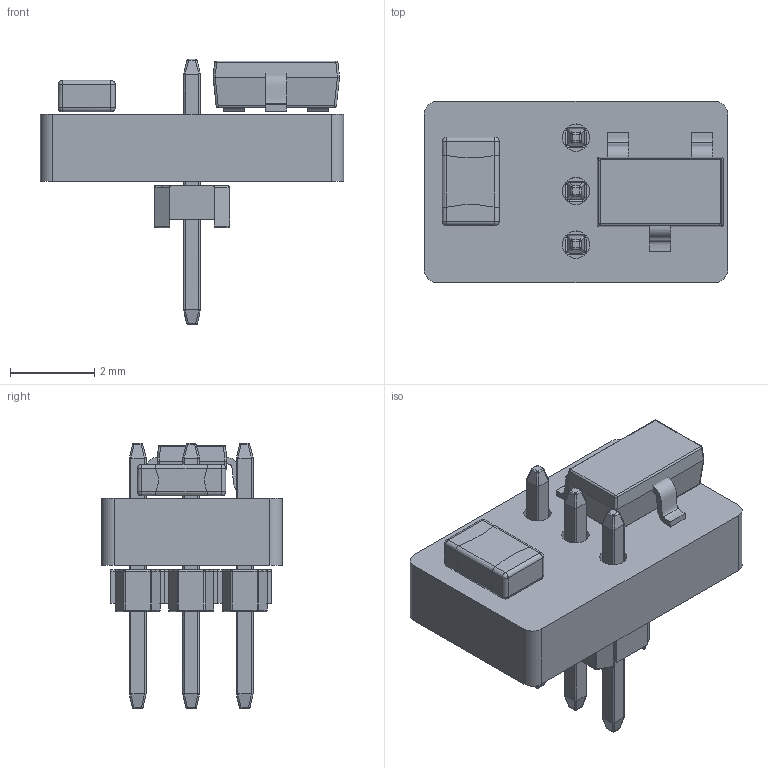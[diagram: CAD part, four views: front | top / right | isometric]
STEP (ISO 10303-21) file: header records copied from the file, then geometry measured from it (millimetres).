
FILE_DESCRIPTION(('KiCad electronic assembly'),'2;1');
FILE_NAME('magdilocks-v2.0.step','2022-07-05T11:59:46',('Pcbnew'),( 'Kicad'),'Open CASCADE STEP processor 7.6','KiCad to STEP converter' ,'Unknown');
FILE_SCHEMA(('AUTOMOTIVE_DESIGN { 1 0 10303 214 1 1 1 1 }'));
Length unit declared in the file: millimetre
Products named in the file (8): magdilocks-v2.0 1; CONN_HEADER_MALE_1X3PIN_P1.27MM_TH; COMPOUND; C_0805; SOT-23-3; magdilocks PCB
Assembly tree (7 placements, depth 3):
  magdilocks-v2.0 1
    CONN_HEADER_MALE_1X3PIN_P1.27MM_TH
      COMPOUND
    C_0805
      COMPOUND
    SOT-23-3
      COMPOUND
    magdilocks PCB
Bounding box: 7.2 x 4.3 x 6.3 mm (x, y, z)
Volume: 62.9 mm3; surface area: 199.3 mm2
Topology: 15 solids, 15 shells, 476 faces, 1138 edges, 644 vertices
Faces by surface type: bspline 463, cylinder 7, plane 6
Full cylindrical faces by diameter (mm): 0.65 x3
Entity records: 28212 total; most frequent: CARTESIAN_POINT 13808, B_SPLINE_CURVE_WITH_KNOTS 2602, ORIENTED_EDGE 2148, PCURVE 2148, DEFINITIONAL_REPRESENTATION 2148, EDGE_CURVE 1074, SURFACE_CURVE 1071, VERTEX_POINT 628
